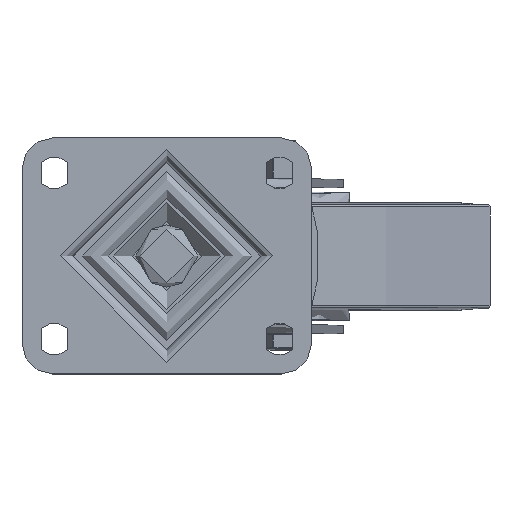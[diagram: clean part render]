
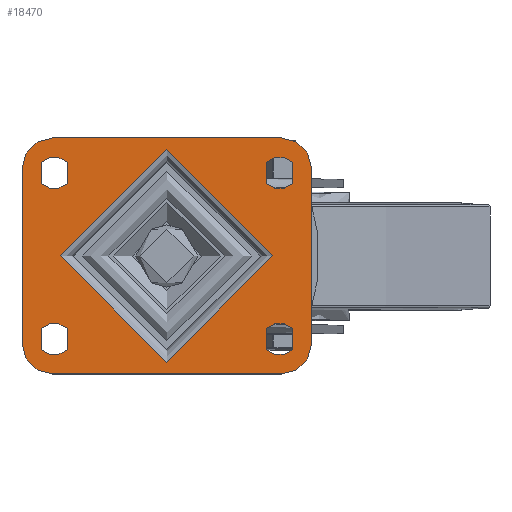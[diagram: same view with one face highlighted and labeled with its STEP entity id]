
A CAD part, top view. The second image highlights one B-rep face of the part: STEP entity #18470.
In plain terms, the highlighted planar face has unit normal (0, 0, 1).
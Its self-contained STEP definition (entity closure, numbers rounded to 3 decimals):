
#697=FACE_BOUND('',#3371,.T.);
#698=FACE_BOUND('',#3372,.T.);
#699=FACE_BOUND('',#3373,.T.);
#700=FACE_BOUND('',#3374,.T.);
#701=FACE_BOUND('',#3375,.T.);
#849=PLANE('',#20057);
#2224=FACE_OUTER_BOUND('',#3370,.T.);
#3370=EDGE_LOOP('',(#12987,#12988,#12989,#12990,#12991,#12992,#12993,#12994));
#3371=EDGE_LOOP('',(#12995));
#3372=EDGE_LOOP('',(#12996,#12997,#12998,#12999));
#3373=EDGE_LOOP('',(#13000,#13001,#13002,#13003));
#3374=EDGE_LOOP('',(#13004,#13005,#13006,#13007));
#3375=EDGE_LOOP('',(#13008,#13009,#13010,#13011));
#4783=LINE('',#27534,#5933);
#4784=LINE('',#27535,#5934);
#4785=LINE('',#27536,#5935);
#4786=LINE('',#27537,#5936);
#4787=LINE('',#27540,#5937);
#4788=LINE('',#27544,#5938);
#4789=LINE('',#27548,#5939);
#4790=LINE('',#27552,#5940);
#4791=LINE('',#27556,#5941);
#4792=LINE('',#27560,#5942);
#4793=LINE('',#27564,#5943);
#4794=LINE('',#27568,#5944);
#5933=VECTOR('',#22316,1000.);
#5934=VECTOR('',#22317,1000.);
#5935=VECTOR('',#22318,1000.);
#5936=VECTOR('',#22319,1000.);
#5937=VECTOR('',#22320,1000.);
#5938=VECTOR('',#22323,1000.);
#5939=VECTOR('',#22326,1000.);
#5940=VECTOR('',#22329,1000.);
#5941=VECTOR('',#22332,1000.);
#5942=VECTOR('',#22335,1000.);
#5943=VECTOR('',#22338,1000.);
#5944=VECTOR('',#22341,1000.);
#7123=CIRCLE('',#20012,14.);
#7125=CIRCLE('',#20015,14.);
#7127=CIRCLE('',#20018,14.);
#7129=CIRCLE('',#20021,14.);
#7143=CIRCLE('',#20040,49.416);
#7153=CIRCLE('',#20058,9.092);
#7154=CIRCLE('',#20059,9.092);
#7155=CIRCLE('',#20060,9.092);
#7156=CIRCLE('',#20061,9.092);
#7157=CIRCLE('',#20062,9.092);
#7158=CIRCLE('',#20063,9.092);
#7159=CIRCLE('',#20064,9.092);
#7160=CIRCLE('',#20065,9.092);
#8231=VERTEX_POINT('',#27440);
#8232=VERTEX_POINT('',#27441);
#8235=VERTEX_POINT('',#27449);
#8236=VERTEX_POINT('',#27450);
#8239=VERTEX_POINT('',#27458);
#8240=VERTEX_POINT('',#27459);
#8243=VERTEX_POINT('',#27467);
#8244=VERTEX_POINT('',#27468);
#8256=VERTEX_POINT('',#27502);
#8265=VERTEX_POINT('',#27538);
#8266=VERTEX_POINT('',#27539);
#8267=VERTEX_POINT('',#27541);
#8268=VERTEX_POINT('',#27543);
#8269=VERTEX_POINT('',#27546);
#8270=VERTEX_POINT('',#27547);
#8271=VERTEX_POINT('',#27549);
#8272=VERTEX_POINT('',#27551);
#8273=VERTEX_POINT('',#27554);
#8274=VERTEX_POINT('',#27555);
#8275=VERTEX_POINT('',#27557);
#8276=VERTEX_POINT('',#27559);
#8277=VERTEX_POINT('',#27562);
#8278=VERTEX_POINT('',#27563);
#8279=VERTEX_POINT('',#27565);
#8280=VERTEX_POINT('',#27567);
#10068=EDGE_CURVE('',#8231,#8232,#7123,.T.);
#10072=EDGE_CURVE('',#8235,#8236,#7125,.T.);
#10076=EDGE_CURVE('',#8239,#8240,#7127,.T.);
#10080=EDGE_CURVE('',#8243,#8244,#7129,.T.);
#10098=EDGE_CURVE('',#8256,#8256,#7143,.T.);
#10112=EDGE_CURVE('',#8240,#8243,#4783,.T.);
#10113=EDGE_CURVE('',#8236,#8239,#4784,.T.);
#10114=EDGE_CURVE('',#8232,#8235,#4785,.T.);
#10115=EDGE_CURVE('',#8244,#8231,#4786,.T.);
#10116=EDGE_CURVE('',#8265,#8266,#4787,.T.);
#10117=EDGE_CURVE('',#8266,#8267,#7153,.T.);
#10118=EDGE_CURVE('',#8267,#8268,#4788,.T.);
#10119=EDGE_CURVE('',#8268,#8265,#7154,.T.);
#10120=EDGE_CURVE('',#8269,#8270,#4789,.T.);
#10121=EDGE_CURVE('',#8270,#8271,#7155,.T.);
#10122=EDGE_CURVE('',#8271,#8272,#4790,.T.);
#10123=EDGE_CURVE('',#8272,#8269,#7156,.T.);
#10124=EDGE_CURVE('',#8273,#8274,#4791,.T.);
#10125=EDGE_CURVE('',#8274,#8275,#7157,.T.);
#10126=EDGE_CURVE('',#8275,#8276,#4792,.T.);
#10127=EDGE_CURVE('',#8276,#8273,#7158,.T.);
#10128=EDGE_CURVE('',#8277,#8278,#4793,.T.);
#10129=EDGE_CURVE('',#8278,#8279,#7159,.T.);
#10130=EDGE_CURVE('',#8279,#8280,#4794,.T.);
#10131=EDGE_CURVE('',#8280,#8277,#7160,.T.);
#12987=ORIENTED_EDGE('',*,*,#10080,.F.);
#12988=ORIENTED_EDGE('',*,*,#10112,.F.);
#12989=ORIENTED_EDGE('',*,*,#10076,.F.);
#12990=ORIENTED_EDGE('',*,*,#10113,.F.);
#12991=ORIENTED_EDGE('',*,*,#10072,.F.);
#12992=ORIENTED_EDGE('',*,*,#10114,.F.);
#12993=ORIENTED_EDGE('',*,*,#10068,.F.);
#12994=ORIENTED_EDGE('',*,*,#10115,.F.);
#12995=ORIENTED_EDGE('',*,*,#10098,.F.);
#12996=ORIENTED_EDGE('',*,*,#10116,.T.);
#12997=ORIENTED_EDGE('',*,*,#10117,.T.);
#12998=ORIENTED_EDGE('',*,*,#10118,.T.);
#12999=ORIENTED_EDGE('',*,*,#10119,.T.);
#13000=ORIENTED_EDGE('',*,*,#10120,.T.);
#13001=ORIENTED_EDGE('',*,*,#10121,.T.);
#13002=ORIENTED_EDGE('',*,*,#10122,.T.);
#13003=ORIENTED_EDGE('',*,*,#10123,.T.);
#13004=ORIENTED_EDGE('',*,*,#10124,.T.);
#13005=ORIENTED_EDGE('',*,*,#10125,.T.);
#13006=ORIENTED_EDGE('',*,*,#10126,.T.);
#13007=ORIENTED_EDGE('',*,*,#10127,.T.);
#13008=ORIENTED_EDGE('',*,*,#10128,.T.);
#13009=ORIENTED_EDGE('',*,*,#10129,.T.);
#13010=ORIENTED_EDGE('',*,*,#10130,.T.);
#13011=ORIENTED_EDGE('',*,*,#10131,.T.);
#18470=ADVANCED_FACE('',(#2224,#697,#698,#699,#700,#701),#849,.T.);
#20012=AXIS2_PLACEMENT_3D('',#27442,#22210,#22211);
#20015=AXIS2_PLACEMENT_3D('',#27451,#22218,#22219);
#20018=AXIS2_PLACEMENT_3D('',#27460,#22226,#22227);
#20021=AXIS2_PLACEMENT_3D('',#27469,#22234,#22235);
#20040=AXIS2_PLACEMENT_3D('',#27504,#22276,#22277);
#20057=AXIS2_PLACEMENT_3D('',#27533,#22314,#22315);
#20058=AXIS2_PLACEMENT_3D('',#27542,#22321,#22322);
#20059=AXIS2_PLACEMENT_3D('',#27545,#22324,#22325);
#20060=AXIS2_PLACEMENT_3D('',#27550,#22327,#22328);
#20061=AXIS2_PLACEMENT_3D('',#27553,#22330,#22331);
#20062=AXIS2_PLACEMENT_3D('',#27558,#22333,#22334);
#20063=AXIS2_PLACEMENT_3D('',#27561,#22336,#22337);
#20064=AXIS2_PLACEMENT_3D('',#27566,#22339,#22340);
#20065=AXIS2_PLACEMENT_3D('',#27569,#22342,#22343);
#22210=DIRECTION('center_axis',(0.,0.,-1.));
#22211=DIRECTION('ref_axis',(-0.707,0.707,0.));
#22218=DIRECTION('center_axis',(0.,0.,-1.));
#22219=DIRECTION('ref_axis',(0.707,0.707,0.));
#22226=DIRECTION('center_axis',(0.,0.,-1.));
#22227=DIRECTION('ref_axis',(0.707,-0.707,0.));
#22234=DIRECTION('center_axis',(0.,0.,-1.));
#22235=DIRECTION('ref_axis',(-0.707,-0.707,0.));
#22276=DIRECTION('center_axis',(0.,0.,1.));
#22277=DIRECTION('ref_axis',(-1.,0.,0.));
#22314=DIRECTION('center_axis',(0.,0.,1.));
#22315=DIRECTION('ref_axis',(1.,0.,0.));
#22316=DIRECTION('',(-1.,0.,0.));
#22317=DIRECTION('',(0.,-1.,0.));
#22318=DIRECTION('',(1.,0.,0.));
#22319=DIRECTION('',(0.,1.,0.));
#22320=DIRECTION('',(0.,1.,0.));
#22321=DIRECTION('center_axis',(0.,0.,-1.));
#22322=DIRECTION('ref_axis',(-0.671,0.742,0.));
#22323=DIRECTION('',(0.,-1.,0.));
#22324=DIRECTION('center_axis',(0.,0.,-1.));
#22325=DIRECTION('ref_axis',(-0.671,-0.742,0.));
#22326=DIRECTION('',(0.,1.,0.));
#22327=DIRECTION('center_axis',(0.,0.,-1.));
#22328=DIRECTION('ref_axis',(0.671,0.742,0.));
#22329=DIRECTION('',(0.,-1.,0.));
#22330=DIRECTION('center_axis',(0.,0.,-1.));
#22331=DIRECTION('ref_axis',(0.671,-0.742,0.));
#22332=DIRECTION('',(0.,-1.,0.));
#22333=DIRECTION('center_axis',(0.,0.,-1.));
#22334=DIRECTION('ref_axis',(-0.671,-0.742,0.));
#22335=DIRECTION('',(0.,1.,0.));
#22336=DIRECTION('center_axis',(0.,0.,-1.));
#22337=DIRECTION('ref_axis',(-0.671,0.742,0.));
#22338=DIRECTION('',(0.,-1.,0.));
#22339=DIRECTION('center_axis',(0.,0.,-1.));
#22340=DIRECTION('ref_axis',(0.671,-0.742,0.));
#22341=DIRECTION('',(0.,1.,0.));
#22342=DIRECTION('center_axis',(0.,0.,-1.));
#22343=DIRECTION('ref_axis',(0.671,0.742,0.));
#27440=CARTESIAN_POINT('',(-67.5,41.,0.));
#27441=CARTESIAN_POINT('',(-53.5,55.,0.));
#27442=CARTESIAN_POINT('Origin',(-53.5,41.,0.));
#27449=CARTESIAN_POINT('',(53.5,55.,0.));
#27450=CARTESIAN_POINT('',(67.5,41.,0.));
#27451=CARTESIAN_POINT('Origin',(53.5,41.,0.));
#27458=CARTESIAN_POINT('',(67.5,-41.,0.));
#27459=CARTESIAN_POINT('',(53.5,-55.,0.));
#27460=CARTESIAN_POINT('Origin',(53.5,-41.,0.));
#27467=CARTESIAN_POINT('',(-53.5,-55.,0.));
#27468=CARTESIAN_POINT('',(-67.5,-41.,0.));
#27469=CARTESIAN_POINT('Origin',(-53.5,-41.,0.));
#27502=CARTESIAN_POINT('',(49.416,0.,0.));
#27504=CARTESIAN_POINT('Origin',(0.,0.,0.));
#27533=CARTESIAN_POINT('Origin',(0.,0.,0.));
#27534=CARTESIAN_POINT('',(67.5,-55.,0.));
#27535=CARTESIAN_POINT('',(67.5,55.,0.));
#27536=CARTESIAN_POINT('',(-67.5,55.,0.));
#27537=CARTESIAN_POINT('',(-67.5,-55.,0.));
#27538=CARTESIAN_POINT('',(-58.6,33.75,0.));
#27539=CARTESIAN_POINT('',(-58.6,43.75,0.));
#27540=CARTESIAN_POINT('',(-58.6,40.,0.));
#27541=CARTESIAN_POINT('',(-46.4,43.75,0.));
#27542=CARTESIAN_POINT('Origin',(-52.5,37.008,0.));
#27543=CARTESIAN_POINT('',(-46.4,33.75,0.));
#27544=CARTESIAN_POINT('',(-46.4,37.5,0.));
#27545=CARTESIAN_POINT('Origin',(-52.5,40.492,0.));
#27546=CARTESIAN_POINT('',(-58.6,-43.75,0.));
#27547=CARTESIAN_POINT('',(-58.6,-33.75,0.));
#27548=CARTESIAN_POINT('',(-58.6,-40.,0.));
#27549=CARTESIAN_POINT('',(-46.4,-33.75,0.));
#27550=CARTESIAN_POINT('Origin',(-52.5,-40.492,0.));
#27551=CARTESIAN_POINT('',(-46.4,-43.75,0.));
#27552=CARTESIAN_POINT('',(-46.4,-37.5,0.));
#27553=CARTESIAN_POINT('Origin',(-52.5,-37.008,0.));
#27554=CARTESIAN_POINT('',(58.6,43.75,0.));
#27555=CARTESIAN_POINT('',(58.6,33.75,0.));
#27556=CARTESIAN_POINT('',(58.6,40.,0.));
#27557=CARTESIAN_POINT('',(46.4,33.75,0.));
#27558=CARTESIAN_POINT('Origin',(52.5,40.492,0.));
#27559=CARTESIAN_POINT('',(46.4,43.75,0.));
#27560=CARTESIAN_POINT('',(46.4,37.5,0.));
#27561=CARTESIAN_POINT('Origin',(52.5,37.008,0.));
#27562=CARTESIAN_POINT('',(58.6,-33.75,0.));
#27563=CARTESIAN_POINT('',(58.6,-43.75,0.));
#27564=CARTESIAN_POINT('',(58.6,-40.,0.));
#27565=CARTESIAN_POINT('',(46.4,-43.75,0.));
#27566=CARTESIAN_POINT('Origin',(52.5,-37.008,0.));
#27567=CARTESIAN_POINT('',(46.4,-33.75,0.));
#27568=CARTESIAN_POINT('',(46.4,-37.5,0.));
#27569=CARTESIAN_POINT('Origin',(52.5,-40.492,0.));
